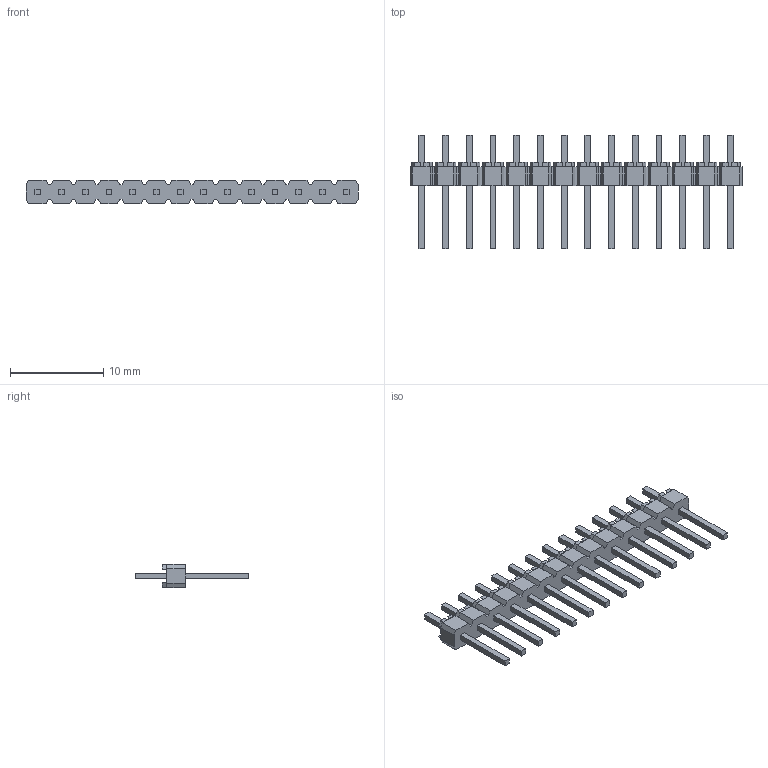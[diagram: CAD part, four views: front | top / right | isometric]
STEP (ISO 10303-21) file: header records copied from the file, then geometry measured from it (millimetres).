
FILE_DESCRIPTION(('STEP AP214'),'1');
FILE_NAME(' ',' ',('TraceParts'),('TraceParts S.A.'),'XStep 1.0',' ',' ');
FILE_SCHEMA(('automotive_design'));
Length unit declared in the file: millimetre
Products named in the file (29): 901200774
Bounding box: 35.56 x 12.15 x 2.54 mm (x, y, z)
Volume: 234.9 mm3; surface area: 776.9 mm2
Topology: 1 solids, 1 shells, 534 faces, 1372 edges, 952 vertices
Faces by surface type: plane 534
Entity records: 16391 total; most frequent: CARTESIAN_POINT 2887, ORIENTED_EDGE 2688, DIRECTION 2526, EDGE_CURVE 1344, LINE 1344, VECTOR 1344, VERTEX_POINT 896, EDGE_LOOP 618
